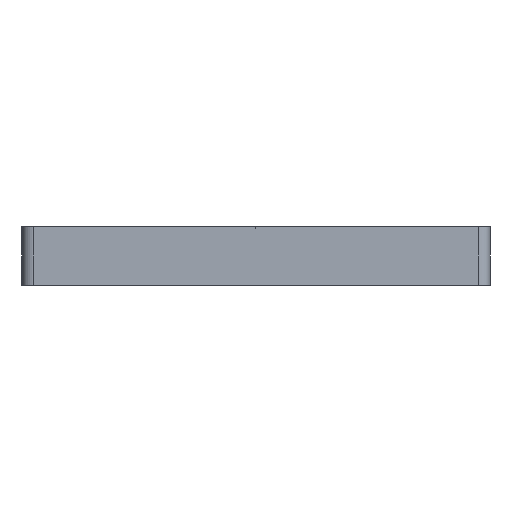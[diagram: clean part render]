
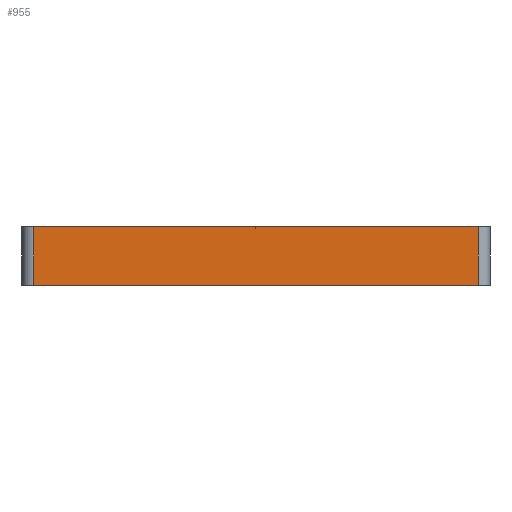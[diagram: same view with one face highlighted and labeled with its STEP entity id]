
A CAD part, left-side view. The second image highlights one B-rep face of the part: STEP entity #955.
In plain terms, the highlighted planar face has unit normal (-1, 0, 0).
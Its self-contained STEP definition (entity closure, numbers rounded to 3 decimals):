
#23 = CARTESIAN_POINT ( 'NONE',  ( -150., -19., 5. ) ) ;
#30 = FACE_OUTER_BOUND ( 'NONE', #552, .T. ) ;
#60 = CARTESIAN_POINT ( 'NONE',  ( -150., -19., 0. ) ) ;
#123 = CARTESIAN_POINT ( 'NONE',  ( -150., 19., 5. ) ) ;
#192 = ORIENTED_EDGE ( 'NONE', *, *, #956, .F. ) ;
#234 = EDGE_CURVE ( 'NONE', #969, #677, #862, .T. ) ;
#251 = VECTOR ( 'NONE', #354, 1000. ) ;
#262 = LINE ( 'NONE', #23, #251 ) ;
#354 = DIRECTION ( 'NONE',  ( 0., 0., 1. ) ) ;
#362 = DIRECTION ( 'NONE',  ( 0., 0., -1. ) ) ;
#368 = DIRECTION ( 'NONE',  ( 0., -1., 0. ) ) ;
#373 = DIRECTION ( 'NONE',  ( 0., 0., -1. ) ) ;
#380 = CARTESIAN_POINT ( 'NONE',  ( -150., -19., 5. ) ) ;
#386 = EDGE_CURVE ( 'NONE', #647, #969, #852, .T. ) ;
#411 = VERTEX_POINT ( 'NONE', #380 ) ;
#454 = PLANE ( 'NONE',  #484 ) ;
#463 = DIRECTION ( 'NONE',  ( 0., -1., 0. ) ) ;
#484 = AXIS2_PLACEMENT_3D ( 'NONE', #866, #696, #362 ) ;
#525 = ORIENTED_EDGE ( 'NONE', *, *, #845, .T. ) ;
#552 = EDGE_LOOP ( 'NONE', ( #716, #525, #192, #925 ) ) ;
#619 = VECTOR ( 'NONE', #368, 1000. ) ;
#647 = VERTEX_POINT ( 'NONE', #858 ) ;
#677 = VERTEX_POINT ( 'NONE', #60 ) ;
#696 = DIRECTION ( 'NONE',  ( 1., 0., 0. ) ) ;
#702 = CARTESIAN_POINT ( 'NONE',  ( -150., 19., 0. ) ) ;
#716 = ORIENTED_EDGE ( 'NONE', *, *, #234, .T. ) ;
#775 = CARTESIAN_POINT ( 'NONE',  ( -150., 20., 0. ) ) ;
#812 = VECTOR ( 'NONE', #463, 1000. ) ;
#845 = EDGE_CURVE ( 'NONE', #677, #411, #262, .T. ) ;
#851 = VECTOR ( 'NONE', #373, 1000. ) ;
#852 = LINE ( 'NONE', #123, #851 ) ;
#858 = CARTESIAN_POINT ( 'NONE',  ( -150., 19., 5. ) ) ;
#862 = LINE ( 'NONE', #775, #812 ) ;
#866 = CARTESIAN_POINT ( 'NONE',  ( -150., 20., 5. ) ) ;
#925 = ORIENTED_EDGE ( 'NONE', *, *, #386, .T. ) ;
#955 = ADVANCED_FACE ( 'NONE', ( #30 ), #454, .F. ) ;
#956 = EDGE_CURVE ( 'NONE', #647, #411, #1005, .T. ) ;
#969 = VERTEX_POINT ( 'NONE', #702 ) ;
#1005 = LINE ( 'NONE', #1020, #619 ) ;
#1020 = CARTESIAN_POINT ( 'NONE',  ( -150., 20., 5. ) ) ;
